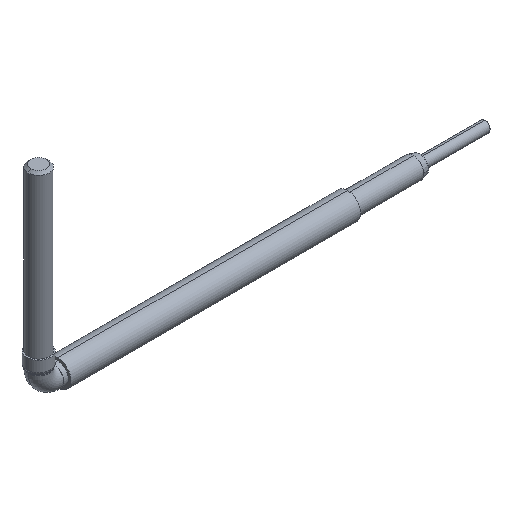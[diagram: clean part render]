
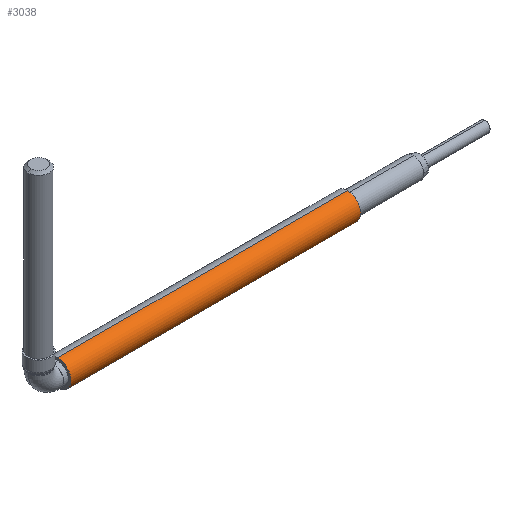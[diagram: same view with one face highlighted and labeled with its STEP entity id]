
A CAD part, isometric view. The second image highlights one B-rep face of the part: STEP entity #3038.
In plain terms, the highlighted cylindrical face has radius 10 mm (diameter 20 mm), a partial arc.
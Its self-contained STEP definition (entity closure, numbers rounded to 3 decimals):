
#2456=CARTESIAN_POINT('',(14.5,0.,-155.0));
#2457=VERTEX_POINT('',#2456);
#2458=CARTESIAN_POINT('',(235.,0.,-155.));
#2459=VERTEX_POINT('',#2458);
#2460=CARTESIAN_POINT('',(14.5,0.,-155.0));
#2461=DIRECTION('',(1.0,0.0,0.0));
#2462=VECTOR('',#2461,220.5);
#2463=LINE('',#2460,#2462);
#2464=EDGE_CURVE('',#2457,#2459,#2463,.T.);
#2466=CARTESIAN_POINT('',(14.5,0.,-135.0));
#2467=VERTEX_POINT('',#2466);
#2475=CARTESIAN_POINT('',(235.,0.,-135.));
#2476=VERTEX_POINT('',#2475);
#2477=CARTESIAN_POINT('',(235.,0.,-135.));
#2478=DIRECTION('',(-1.0,0.0,0.0));
#2479=VECTOR('',#2478,220.5);
#2480=LINE('',#2477,#2479);
#2481=EDGE_CURVE('',#2476,#2467,#2480,.T.);
#3015=CARTESIAN_POINT('',(14.5,0.,-145.0));
#3016=DIRECTION('',(1.0,0.,0.));
#3017=DIRECTION('',(0.0,0.0,-1.0));
#3018=AXIS2_PLACEMENT_3D('',#3015,#3016,#3017);
#3019=CYLINDRICAL_SURFACE('',#3018,10.0);
#3020=ORIENTED_EDGE('',*,*,#2464,.T.);
#3021=CARTESIAN_POINT('',(235.,0.,-145.));
#3022=DIRECTION('',(-1.0,0.0,0.0));
#3023=DIRECTION('',(0.0,0.0,-1.0));
#3024=AXIS2_PLACEMENT_3D('',#3021,#3022,#3023);
#3025=CIRCLE('',#3024,10.0);
#3026=EDGE_CURVE('',#2459,#2476,#3025,.T.);
#3027=ORIENTED_EDGE('',*,*,#3026,.T.);
#3028=ORIENTED_EDGE('',*,*,#2481,.T.);
#3029=CARTESIAN_POINT('',(14.5,0.,-145.0));
#3030=DIRECTION('',(1.0,0.0,0.0));
#3031=DIRECTION('',(0.0,0.0,-1.0));
#3032=AXIS2_PLACEMENT_3D('',#3029,#3030,#3031);
#3033=CIRCLE('',#3032,10.0);
#3034=EDGE_CURVE('',#2467,#2457,#3033,.T.);
#3035=ORIENTED_EDGE('',*,*,#3034,.T.);
#3036=EDGE_LOOP('',(#3020,#3027,#3028,#3035));
#3037=FACE_OUTER_BOUND('',#3036,.T.);
#3038=ADVANCED_FACE('',(#3037),#3019,.T.);
